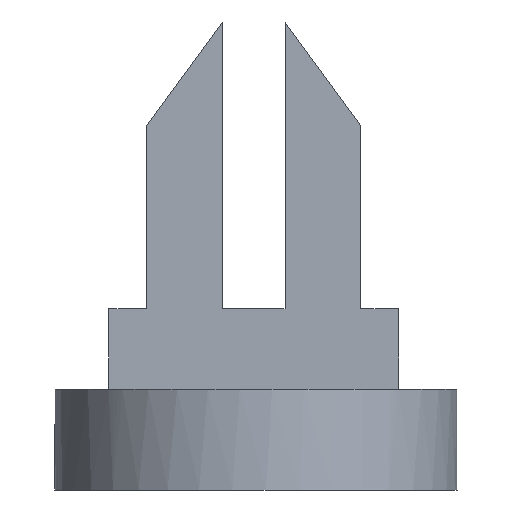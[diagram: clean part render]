
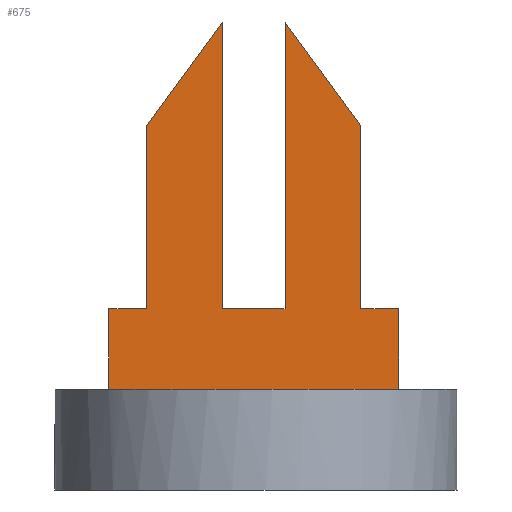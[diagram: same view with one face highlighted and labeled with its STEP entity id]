
A CAD part, left-side view. The second image highlights one B-rep face of the part: STEP entity #675.
In plain terms, the highlighted planar face has unit normal (-1, 0, 0).
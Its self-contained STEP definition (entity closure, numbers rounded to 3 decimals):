
#9 = CARTESIAN_POINT ( 'NONE',  ( -202.491, -63.664, 5. ) ) ;
#10 = VERTEX_POINT ( 'NONE', #532 ) ;
#15 = VERTEX_POINT ( 'NONE', #131 ) ;
#22 = ORIENTED_EDGE ( 'NONE', *, *, #147, .T. ) ;
#27 = VECTOR ( 'NONE', #698, 1000. ) ;
#31 = DIRECTION ( 'NONE',  ( 0., -1., 0. ) ) ;
#44 = CARTESIAN_POINT ( 'NONE',  ( -202.491, 0., 0. ) ) ;
#48 = EDGE_CURVE ( 'NONE', #333, #717, #304, .T. ) ;
#51 = CARTESIAN_POINT ( 'NONE',  ( -202.491, -63.664, 9.009 ) ) ;
#61 = LINE ( 'NONE', #289, #482 ) ;
#71 = VECTOR ( 'NONE', #440, 1000. ) ;
#72 = CARTESIAN_POINT ( 'NONE',  ( -202.491, -51.159, 18.109 ) ) ;
#76 = ORIENTED_EDGE ( 'NONE', *, *, #273, .T. ) ;
#84 = EDGE_CURVE ( 'NONE', #356, #258, #138, .T. ) ;
#95 = LINE ( 'NONE', #435, #377 ) ;
#96 = CARTESIAN_POINT ( 'NONE',  ( -202.491, -51.159, 18.109 ) ) ;
#98 = CARTESIAN_POINT ( 'NONE',  ( -202.491, -49.28, 5. ) ) ;
#100 = FACE_OUTER_BOUND ( 'NONE', #234, .T. ) ;
#101 = ORIENTED_EDGE ( 'NONE', *, *, #84, .T. ) ;
#102 = CARTESIAN_POINT ( 'NONE',  ( -202.491, -54.916, 9.009 ) ) ;
#105 = VECTOR ( 'NONE', #354, 1000. ) ;
#114 = EDGE_CURVE ( 'NONE', #438, #356, #577, .T. ) ;
#123 = ORIENTED_EDGE ( 'NONE', *, *, #368, .T. ) ;
#126 = VERTEX_POINT ( 'NONE', #695 ) ;
#131 = CARTESIAN_POINT ( 'NONE',  ( -202.491, -63.194, 5. ) ) ;
#138 = LINE ( 'NONE', #361, #622 ) ;
#147 = EDGE_CURVE ( 'NONE', #10, #15, #640, .T. ) ;
#149 = ORIENTED_EDGE ( 'NONE', *, *, #655, .T. ) ;
#163 = VERTEX_POINT ( 'NONE', #430 ) ;
#168 = DIRECTION ( 'NONE',  ( 0., -1., 0. ) ) ;
#170 = DIRECTION ( 'NONE',  ( 0., 0.591, 0.807 ) ) ;
#172 = VERTEX_POINT ( 'NONE', #192 ) ;
#175 = VECTOR ( 'NONE', #386, 1000. ) ;
#192 = CARTESIAN_POINT ( 'NONE',  ( -202.491, -49.28, 5. ) ) ;
#196 = VECTOR ( 'NONE', #563, 1000. ) ;
#202 = EDGE_CURVE ( 'NONE', #163, #462, #95, .T. ) ;
#203 = ORIENTED_EDGE ( 'NONE', *, *, #468, .T. ) ;
#221 = DIRECTION ( 'NONE',  ( 0., 0., -1. ) ) ;
#223 = LINE ( 'NONE', #676, #671 ) ;
#234 = EDGE_LOOP ( 'NONE', ( #123, #22, #76, #378, #101, #203, #465, #580, #689, #149, #685, #550, #652, #310 ) ) ;
#243 = CARTESIAN_POINT ( 'NONE',  ( -202.491, -49.28, 9.009 ) ) ;
#258 = VERTEX_POINT ( 'NONE', #260 ) ;
#260 = CARTESIAN_POINT ( 'NONE',  ( -202.491, -61.785, 9.009 ) ) ;
#263 = VECTOR ( 'NONE', #343, 1000. ) ;
#270 = CARTESIAN_POINT ( 'NONE',  ( -202.491, -54.916, 9.009 ) ) ;
#273 = EDGE_CURVE ( 'NONE', #15, #438, #370, .T. ) ;
#285 = CARTESIAN_POINT ( 'NONE',  ( -202.491, -54.916, 23.235 ) ) ;
#289 = CARTESIAN_POINT ( 'NONE',  ( -202.491, -49.28, 5. ) ) ;
#294 = CARTESIAN_POINT ( 'NONE',  ( -202.491, -58.028, 9.009 ) ) ;
#300 = LINE ( 'NONE', #402, #263 ) ;
#301 = DIRECTION ( 'NONE',  ( 0., 0., 1. ) ) ;
#304 = LINE ( 'NONE', #243, #27 ) ;
#310 = ORIENTED_EDGE ( 'NONE', *, *, #365, .T. ) ;
#321 = VECTOR ( 'NONE', #432, 1000. ) ;
#333 = VERTEX_POINT ( 'NONE', #664 ) ;
#335 = VERTEX_POINT ( 'NONE', #102 ) ;
#337 = EDGE_CURVE ( 'NONE', #663, #333, #719, .T. ) ;
#343 = DIRECTION ( 'NONE',  ( 0., 0., 1. ) ) ;
#352 = CARTESIAN_POINT ( 'NONE',  ( -202.491, -61.785, 18.109 ) ) ;
#354 = DIRECTION ( 'NONE',  ( 0., 0.591, -0.807 ) ) ;
#356 = VERTEX_POINT ( 'NONE', #51 ) ;
#360 = CARTESIAN_POINT ( 'NONE',  ( -202.491, -49.28, 5. ) ) ;
#361 = CARTESIAN_POINT ( 'NONE',  ( -202.491, -61.785, 9.009 ) ) ;
#365 = EDGE_CURVE ( 'NONE', #717, #172, #492, .T. ) ;
#367 = DIRECTION ( 'NONE',  ( -1., 0., 0. ) ) ;
#368 = EDGE_CURVE ( 'NONE', #172, #10, #61, .T. ) ;
#370 = LINE ( 'NONE', #98, #71 ) ;
#377 = VECTOR ( 'NONE', #424, 1000. ) ;
#378 = ORIENTED_EDGE ( 'NONE', *, *, #114, .T. ) ;
#386 = DIRECTION ( 'NONE',  ( 0., 0., -1. ) ) ;
#402 = CARTESIAN_POINT ( 'NONE',  ( -202.491, -61.785, 9.009 ) ) ;
#412 = CARTESIAN_POINT ( 'NONE',  ( -202.491, -63.664, 5. ) ) ;
#414 = LINE ( 'NONE', #72, #105 ) ;
#415 = DIRECTION ( 'NONE',  ( 0., 1., 0. ) ) ;
#418 = CARTESIAN_POINT ( 'NONE',  ( -202.491, -49.28, 9.009 ) ) ;
#424 = DIRECTION ( 'NONE',  ( 0., 0., -1. ) ) ;
#430 = CARTESIAN_POINT ( 'NONE',  ( -202.491, -58.028, 23.235 ) ) ;
#432 = DIRECTION ( 'NONE',  ( 0., 1., 0. ) ) ;
#435 = CARTESIAN_POINT ( 'NONE',  ( -202.491, -58.028, 23.235 ) ) ;
#438 = VERTEX_POINT ( 'NONE', #9 ) ;
#440 = DIRECTION ( 'NONE',  ( 0., -1., 0. ) ) ;
#462 = VERTEX_POINT ( 'NONE', #294 ) ;
#465 = ORIENTED_EDGE ( 'NONE', *, *, #644, .T. ) ;
#468 = EDGE_CURVE ( 'NONE', #258, #656, #300, .T. ) ;
#482 = VECTOR ( 'NONE', #168, 1000. ) ;
#492 = LINE ( 'NONE', #670, #623 ) ;
#502 = VECTOR ( 'NONE', #31, 1000. ) ;
#526 = EDGE_CURVE ( 'NONE', #126, #663, #414, .T. ) ;
#532 = CARTESIAN_POINT ( 'NONE',  ( -202.491, -49.965, 5. ) ) ;
#550 = ORIENTED_EDGE ( 'NONE', *, *, #337, .T. ) ;
#563 = DIRECTION ( 'NONE',  ( 0., 0., 1. ) ) ;
#577 = LINE ( 'NONE', #412, #648 ) ;
#580 = ORIENTED_EDGE ( 'NONE', *, *, #202, .T. ) ;
#588 = LINE ( 'NONE', #270, #321 ) ;
#610 = CARTESIAN_POINT ( 'NONE',  ( -202.491, -51.159, 9.009 ) ) ;
#611 = AXIS2_PLACEMENT_3D ( 'NONE', #44, #367, #654 ) ;
#619 = LINE ( 'NONE', #285, #196 ) ;
#622 = VECTOR ( 'NONE', #415, 1000. ) ;
#623 = VECTOR ( 'NONE', #221, 1000. ) ;
#640 = LINE ( 'NONE', #360, #502 ) ;
#644 = EDGE_CURVE ( 'NONE', #656, #163, #223, .T. ) ;
#646 = PLANE ( 'NONE',  #611 ) ;
#648 = VECTOR ( 'NONE', #301, 1000. ) ;
#652 = ORIENTED_EDGE ( 'NONE', *, *, #48, .T. ) ;
#654 = DIRECTION ( 'NONE',  ( 0., 0., 1. ) ) ;
#655 = EDGE_CURVE ( 'NONE', #335, #126, #619, .T. ) ;
#656 = VERTEX_POINT ( 'NONE', #352 ) ;
#663 = VERTEX_POINT ( 'NONE', #96 ) ;
#664 = CARTESIAN_POINT ( 'NONE',  ( -202.491, -51.159, 9.009 ) ) ;
#670 = CARTESIAN_POINT ( 'NONE',  ( -202.491, -49.28, 5. ) ) ;
#671 = VECTOR ( 'NONE', #170, 1000. ) ;
#675 = ADVANCED_FACE ( 'NONE', ( #100 ), #646, .T. ) ;
#676 = CARTESIAN_POINT ( 'NONE',  ( -202.491, -61.785, 18.109 ) ) ;
#685 = ORIENTED_EDGE ( 'NONE', *, *, #526, .T. ) ;
#689 = ORIENTED_EDGE ( 'NONE', *, *, #718, .T. ) ;
#695 = CARTESIAN_POINT ( 'NONE',  ( -202.491, -54.916, 23.235 ) ) ;
#698 = DIRECTION ( 'NONE',  ( 0., 1., 0. ) ) ;
#717 = VERTEX_POINT ( 'NONE', #418 ) ;
#718 = EDGE_CURVE ( 'NONE', #462, #335, #588, .T. ) ;
#719 = LINE ( 'NONE', #610, #175 ) ;
